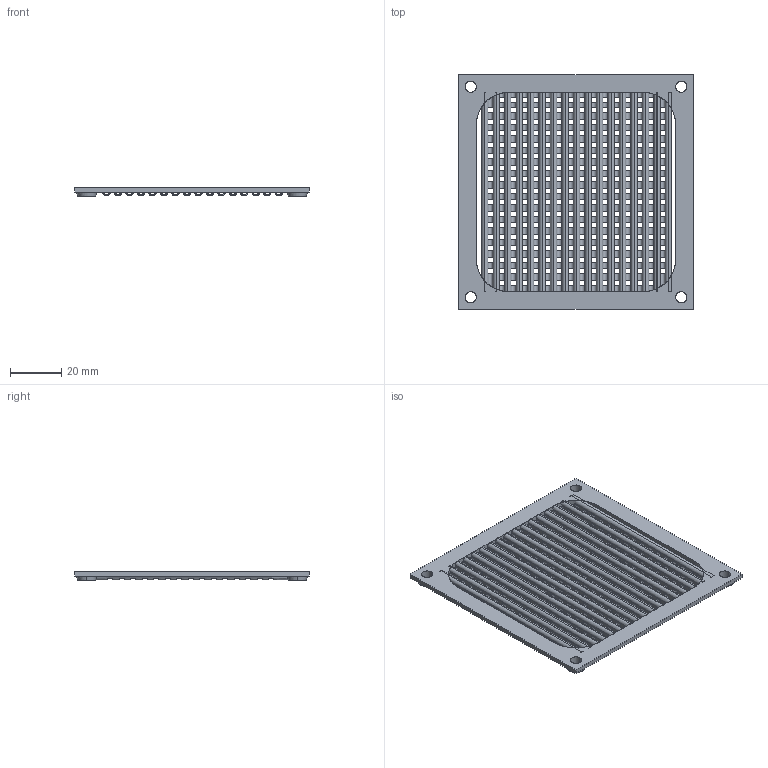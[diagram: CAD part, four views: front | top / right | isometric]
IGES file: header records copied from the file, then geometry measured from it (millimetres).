
Start section: SolidWorks IGES file using analytic representation for surfaces
Global section: file name: 6H900MM臏耀3D.IGS; native system: SolidWorks 2012; preprocessor: SolidWorks 2012; author: Administrator; date: 210624.170513; units: millimetre
Bounding box: 92 x 92 x 3.5 mm (x, y, z)
Surface area: 26541.3 mm2 (no closed solid volume)
Topology: 0 solids, 0 shells, 1236 faces, 22140 edges, 22140 vertices
Faces by surface type: bspline 850, revolution 386
